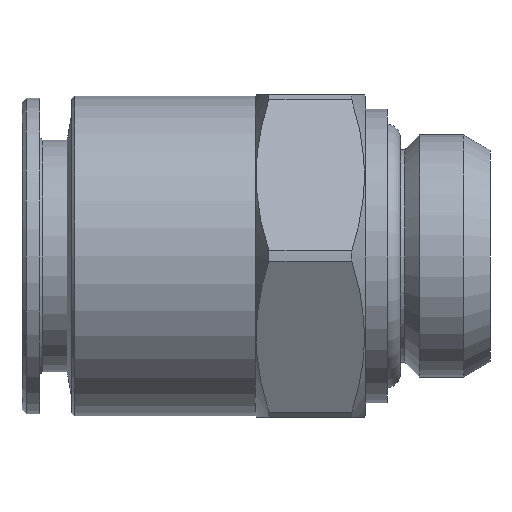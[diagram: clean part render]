
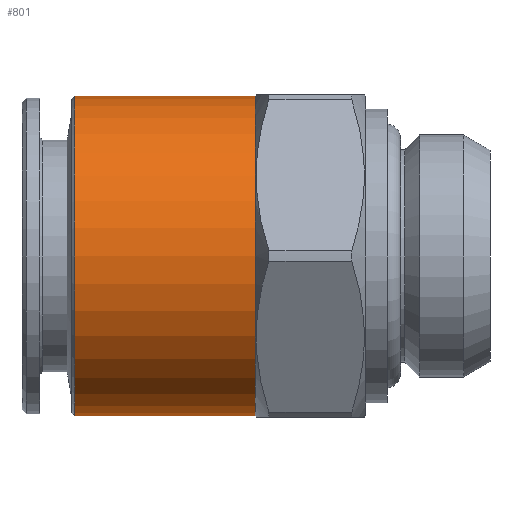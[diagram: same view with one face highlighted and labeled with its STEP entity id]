
A CAD part, left-side view. The second image highlights one B-rep face of the part: STEP entity #801.
In plain terms, the highlighted cylindrical face has radius 10.9 mm (diameter 21.8 mm), a partial arc.
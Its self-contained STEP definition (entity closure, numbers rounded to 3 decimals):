
#268 = VERTEX_POINT ( 'NONE', #1123 ) ;
#326 = VERTEX_POINT ( 'NONE', #1245 ) ;
#336 = EDGE_CURVE ( 'NONE', #268, #326, #1228, .T. ) ;
#372 = VERTEX_POINT ( 'NONE', #1335 ) ;
#405 = EDGE_CURVE ( 'NONE', #372, #407, #1442, .T. ) ;
#407 = VERTEX_POINT ( 'NONE', #1421 ) ;
#712 = ORIENTED_EDGE ( 'NONE', *, *, #729, .T. ) ;
#729 = EDGE_CURVE ( 'NONE', #268, #372, #1923, .T. ) ;
#730 = ORIENTED_EDGE ( 'NONE', *, *, #405, .T. ) ;
#753 = EDGE_CURVE ( 'NONE', #326, #407, #1960, .T. ) ;
#801 = ADVANCED_FACE ( 'NONE', ( #1983 ), #1990, .T. ) ;
#808 = ORIENTED_EDGE ( 'NONE', *, *, #336, .F. ) ;
#814 = EDGE_LOOP ( 'NONE', ( #808, #712, #730, #817 ) ) ;
#817 = ORIENTED_EDGE ( 'NONE', *, *, #753, .F. ) ;
#1123 = CARTESIAN_POINT ( 'NONE',  ( 0., 28.3, 10.9 ) ) ;
#1225 = DIRECTION ( 'NONE',  ( 0., -1., 0. ) ) ;
#1226 = VECTOR ( 'NONE', #1225, 1000. ) ;
#1227 = CARTESIAN_POINT ( 'NONE',  ( 0., -3.386, 10.9 ) ) ;
#1228 = LINE ( 'NONE', #1227, #1226 ) ;
#1245 = CARTESIAN_POINT ( 'NONE',  ( 0., 16., 10.9 ) ) ;
#1335 = CARTESIAN_POINT ( 'NONE',  ( 0., 28.3, -10.9 ) ) ;
#1356 = CARTESIAN_POINT ( 'NONE',  ( 0., -3.386, -10.9 ) ) ;
#1383 = DIRECTION ( 'NONE',  ( 0., -1., 0. ) ) ;
#1384 = VECTOR ( 'NONE', #1383, 1000. ) ;
#1421 = CARTESIAN_POINT ( 'NONE',  ( 0., 16., -10.9 ) ) ;
#1442 = LINE ( 'NONE', #1356, #1384 ) ;
#1919 = DIRECTION ( 'NONE',  ( 0., 0., -1. ) ) ;
#1920 = DIRECTION ( 'NONE',  ( 0., -1., 0. ) ) ;
#1921 = CARTESIAN_POINT ( 'NONE',  ( 0., 28.3, 0. ) ) ;
#1922 = AXIS2_PLACEMENT_3D ( 'NONE', #1921, #1920, #1919 ) ;
#1923 = CIRCLE ( 'NONE', #1922, 10.9 ) ;
#1956 = DIRECTION ( 'NONE',  ( 0., 0., -1. ) ) ;
#1957 = DIRECTION ( 'NONE',  ( 0., -1., 0. ) ) ;
#1958 = CARTESIAN_POINT ( 'NONE',  ( 0., 16., 0. ) ) ;
#1959 = AXIS2_PLACEMENT_3D ( 'NONE', #1958, #1957, #1956 ) ;
#1960 = CIRCLE ( 'NONE', #1959, 10.9 ) ;
#1983 = FACE_OUTER_BOUND ( 'NONE', #814, .T. ) ;
#1989 = DIRECTION ( 'NONE',  ( 0., -1., 0. ) ) ;
#1990 = CYLINDRICAL_SURFACE ( 'NONE', #1997, 10.9 ) ;
#1996 = CARTESIAN_POINT ( 'NONE',  ( 0., -3.386, 0. ) ) ;
#1997 = AXIS2_PLACEMENT_3D ( 'NONE', #1996, #1989, #2002 ) ;
#2002 = DIRECTION ( 'NONE',  ( 0., 0., -1. ) ) ;
